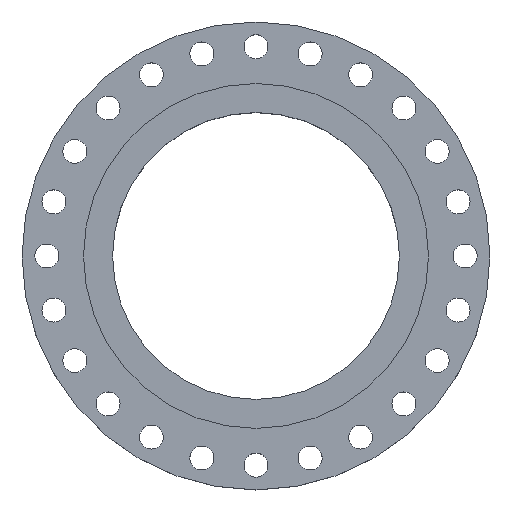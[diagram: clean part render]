
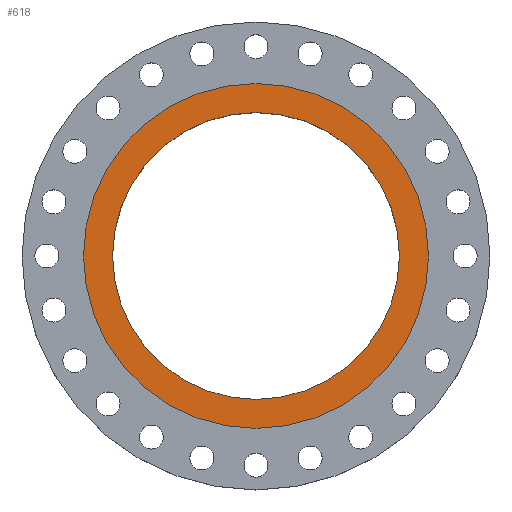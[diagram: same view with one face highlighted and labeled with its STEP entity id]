
A CAD part, top view. The second image highlights one B-rep face of the part: STEP entity #618.
In plain terms, the highlighted planar face has unit normal (0, 0, 1).
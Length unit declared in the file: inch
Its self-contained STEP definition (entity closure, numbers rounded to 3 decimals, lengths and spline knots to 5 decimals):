
#74 = CIRCLE ( 'NONE', #1922, 10.5 ) ;
#125 = AXIS2_PLACEMENT_3D ( 'NONE', #512, #482, #1559 ) ;
#136 = CARTESIAN_POINT ( 'NONE',  ( 12.625, 0., 0. ) ) ;
#175 = EDGE_LOOP ( 'NONE', ( #1981, #1397 ) ) ;
#218 = EDGE_LOOP ( 'NONE', ( #1272, #1572 ) ) ;
#243 = CARTESIAN_POINT ( 'NONE',  ( 10.5, 0., 0. ) ) ;
#391 = CARTESIAN_POINT ( 'NONE',  ( 0., 0., 0. ) ) ;
#474 = VERTEX_POINT ( 'NONE', #136 ) ;
#482 = DIRECTION ( 'NONE',  ( 0., 0., -1. ) ) ;
#502 = FACE_OUTER_BOUND ( 'NONE', #175, .T. ) ;
#512 = CARTESIAN_POINT ( 'NONE',  ( 0., 10.5, 0. ) ) ;
#527 = DIRECTION ( 'NONE',  ( 0., 0., 1. ) ) ;
#543 = EDGE_CURVE ( 'NONE', #723, #474, #1517, .T. ) ;
#564 = CIRCLE ( 'NONE', #1441, 10.5 ) ;
#618 = ADVANCED_FACE ( 'NONE', ( #2132, #502 ), #1202, .F. ) ;
#679 = DIRECTION ( 'NONE',  ( 1., 0., 0. ) ) ;
#722 = DIRECTION ( 'NONE',  ( 1., 0., 0. ) ) ;
#723 = VERTEX_POINT ( 'NONE', #2208 ) ;
#731 = AXIS2_PLACEMENT_3D ( 'NONE', #1398, #1042, #1954 ) ;
#920 = DIRECTION ( 'NONE',  ( 1., 0., 0. ) ) ;
#1005 = CARTESIAN_POINT ( 'NONE',  ( -10.5, 0., 0. ) ) ;
#1015 = DIRECTION ( 'NONE',  ( 0., 0., 1. ) ) ;
#1042 = DIRECTION ( 'NONE',  ( 0., 0., 1. ) ) ;
#1185 = VERTEX_POINT ( 'NONE', #243 ) ;
#1202 = PLANE ( 'NONE',  #125 ) ;
#1259 = EDGE_CURVE ( 'NONE', #474, #723, #2057, .T. ) ;
#1272 = ORIENTED_EDGE ( 'NONE', *, *, #2007, .F. ) ;
#1397 = ORIENTED_EDGE ( 'NONE', *, *, #543, .T. ) ;
#1398 = CARTESIAN_POINT ( 'NONE',  ( 0., 0., 0. ) ) ;
#1441 = AXIS2_PLACEMENT_3D ( 'NONE', #1582, #2302, #679 ) ;
#1517 = CIRCLE ( 'NONE', #2091, 12.625 ) ;
#1559 = DIRECTION ( 'NONE',  ( -1., 0., 0. ) ) ;
#1572 = ORIENTED_EDGE ( 'NONE', *, *, #2079, .F. ) ;
#1582 = CARTESIAN_POINT ( 'NONE',  ( 0., 0., 0. ) ) ;
#1922 = AXIS2_PLACEMENT_3D ( 'NONE', #391, #1015, #920 ) ;
#1954 = DIRECTION ( 'NONE',  ( 1., 0., 0. ) ) ;
#1981 = ORIENTED_EDGE ( 'NONE', *, *, #1259, .T. ) ;
#2007 = EDGE_CURVE ( 'NONE', #1185, #2189, #74, .T. ) ;
#2057 = CIRCLE ( 'NONE', #731, 12.625 ) ;
#2079 = EDGE_CURVE ( 'NONE', #2189, #1185, #564, .T. ) ;
#2091 = AXIS2_PLACEMENT_3D ( 'NONE', #2103, #527, #722 ) ;
#2103 = CARTESIAN_POINT ( 'NONE',  ( 0., 0., 0. ) ) ;
#2132 = FACE_BOUND ( 'NONE', #218, .T. ) ;
#2189 = VERTEX_POINT ( 'NONE', #1005 ) ;
#2208 = CARTESIAN_POINT ( 'NONE',  ( -12.625, 0., 0. ) ) ;
#2302 = DIRECTION ( 'NONE',  ( 0., 0., 1. ) ) ;
